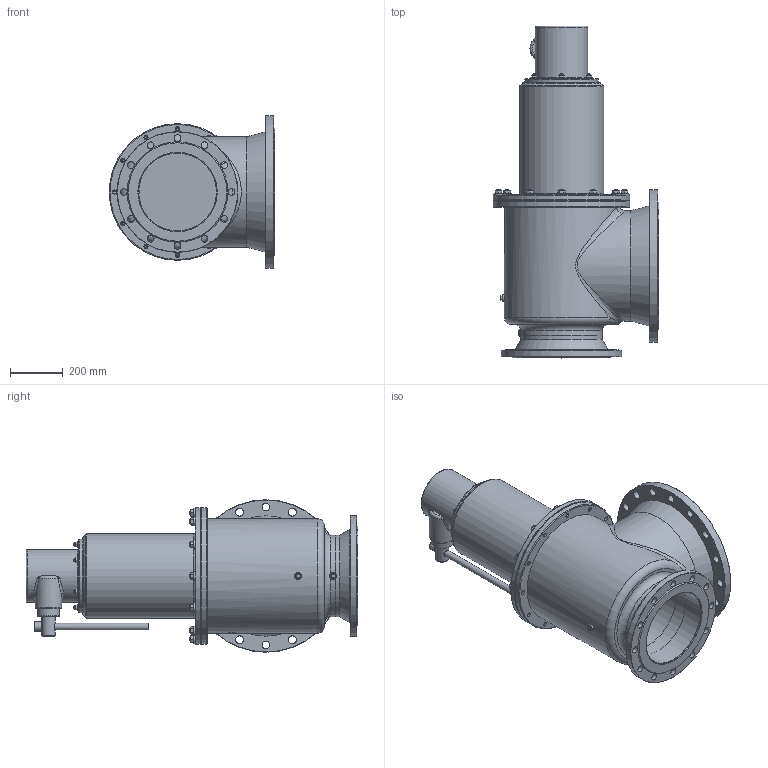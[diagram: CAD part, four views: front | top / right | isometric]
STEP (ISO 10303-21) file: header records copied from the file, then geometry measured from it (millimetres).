
FILE_DESCRIPTION(/* description */ (''),/* implementation_level */ '2;1');
FILE_NAME(/* name */ 'DN300_3D_STEP.stp',/* time_stamp */ '2024-03-15T00:39:57+03:00',/* author */ ('igorr'),/* organization */ (''),/* preprocessor_version */ 'ST-DEVELOPER v19.2',/* originating_system */ 'Autodesk Inventor 2023',/* authorisation */ '');
FILE_SCHEMA (('AUTOMOTIVE_DESIGN { 1 0 10303 214 3 1 1 }'));
Length unit declared in the file: millimetre
Products named in the file (9): Сборка; Деталь1; Деталь3; Деталь2; AS 1110 - M10 x 16; DIN 6923 - M16; AS 1421 - M16 x 60 засверленный 
конец; DIN 6923 - M12; AS 1421 - M12 x 40 засверленный 
конец
Assembly tree (41 placements, depth 2):
  Сборка
    Деталь1
    Деталь3
    Деталь2
    AS 1110 - M10 x 16  x2
    DIN 6923 - M16  x12
    AS 1421 - M16 x 60 засверленный 
конец  x12
    DIN 6923 - M12  x6
    AS 1421 - M12 x 40 засверленный 
конец  x6
Bounding box: 630 x 1263 x 580 mm (x, y, z)
Volume: 83297131.6 mm3; surface area: 4657904 mm2
Topology: 42 solids, 42 shells, 973 faces, 2329 edges, 1458 vertices
Faces by surface type: plane 492, cone 262, cylinder 152, torus 39, bspline 28
Full cylindrical faces by diameter (mm): 10 x2, 10.106 x6, 12 x15, 13.835 x12, 16 x39, 23 x2, 25 x4, 26 x12, 30 x16, 35.145 x1, 50 x1, 83.777 x1, 100 x1, 150 x2, 156 x1, 170 x1, 200 x1, 221.509 x1, 280.621 x1, 295.908 x1, 300 x2, 310 x2, 320 x2, 400 x2, 420 x1, 450 x1, 460 x1, 520 x2, 580 x1
Entity records: 13790 total; most frequent: CARTESIAN_POINT 4349, DIRECTION 1882, ORIENTED_EDGE 1732, EDGE_CURVE 866, AXIS2_PLACEMENT_3D 791, VERTEX_POINT 564, EDGE_LOOP 520, CIRCLE 396
